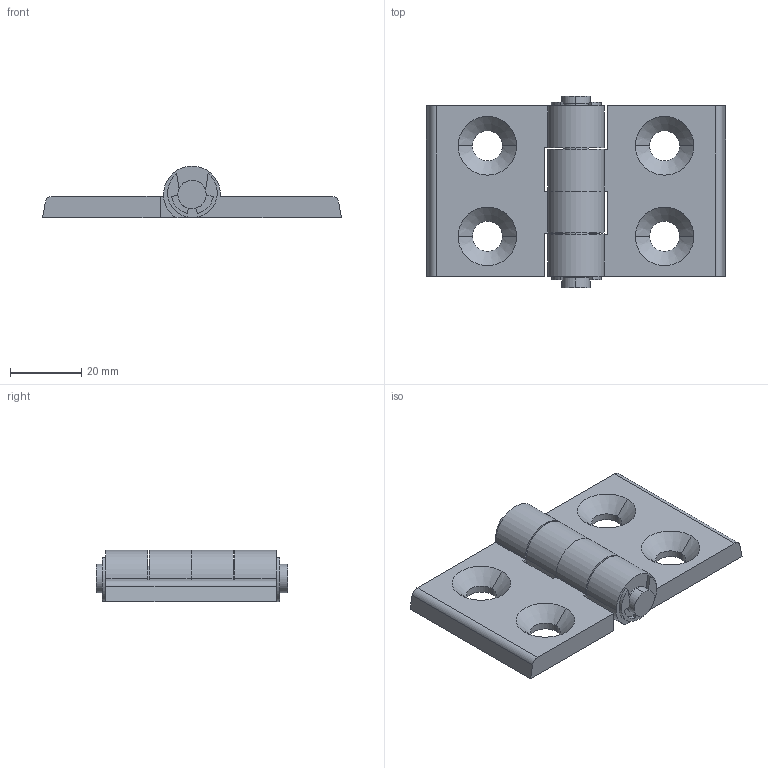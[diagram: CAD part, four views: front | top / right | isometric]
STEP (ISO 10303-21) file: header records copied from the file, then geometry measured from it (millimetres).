
FILE_DESCRIPTION (( 'STEP AP214' ), '1' );
FILE_NAME ('A343 Ïåòëÿ àëþìèíèåâàÿ 50x50.STEP', '2019-05-20T09:11:48', ( 'Windows User' ), ( '' ), 'SwSTEP 2.0', 'SolidWorks 2018', '' );
FILE_SCHEMA (( 'AUTOMOTIVE_DESIGN' ));
Length unit declared in the file: millimetre
Products named in the file (5): A343 Ïåòëÿ àëþìèíèåâàÿ 50x50(2 ÷àñòü)_00; A343 Ïåòëÿ àëþìèíèåâàÿ 50x50(1 ÷àñòü)_00; A343 Ïåòëÿ àëþìèíèåâàÿ 50x50(Êîëüöî)_00; A343 Ïåòëÿ àëþìèíèåâàÿ 50x50(Ïàëåö)_01; A343 Ïåòëÿ àëþìèíèåâàÿ 50x50
Assembly tree (5 placements, depth 2):
  A343 Ïåòëÿ àëþìèíèåâàÿ 50x50
    A343 Ïåòëÿ àëþìèíèåâàÿ 50x50(1 ÷àñòü)_00
    A343 Ïåòëÿ àëþìèíèåâàÿ 50x50(2 ÷àñòü)_00
    A343 Ïåòëÿ àëþìèíèåâàÿ 50x50(Ïàëåö)_01
    A343 Ïåòëÿ àëþìèíèåâàÿ 50x50(Êîëüöî)_00  x2
Bounding box: 84.22 x 53.9 x 14.6 mm (x, y, z)
Volume: 25731.6 mm3; surface area: 14246.4 mm2
Topology: 5 solids, 5 shells, 102 faces, 262 edges, 172 vertices
Faces by surface type: cylinder 50, plane 44, cone 8
Entity records: 2905 total; most frequent: DIRECTION 507, CARTESIAN_POINT 464, ORIENTED_EDGE 446, EDGE_CURVE 223, AXIS2_PLACEMENT_3D 189, VERTEX_POINT 146, LINE 129, VECTOR 129
